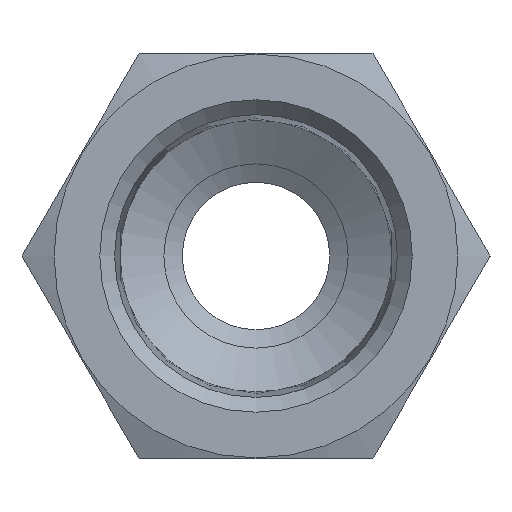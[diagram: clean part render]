
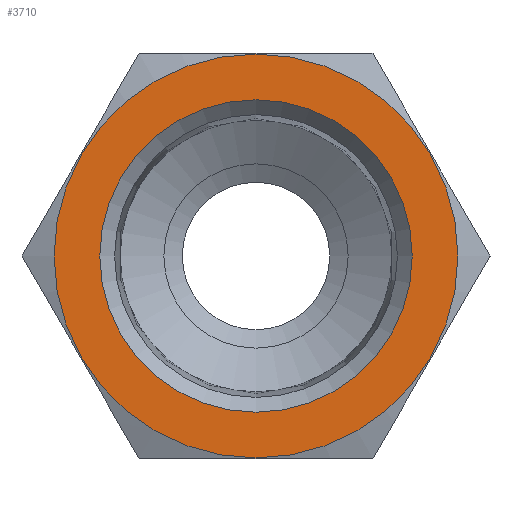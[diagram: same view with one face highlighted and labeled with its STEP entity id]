
A CAD part, left-side view. The second image highlights one B-rep face of the part: STEP entity #3710.
In plain terms, the highlighted planar face has unit normal (-1, 0, 0).
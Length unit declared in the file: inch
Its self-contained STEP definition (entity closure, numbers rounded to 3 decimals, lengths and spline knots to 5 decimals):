
#3388=CARTESIAN_POINT('',(0.0,0.,0.53));
#3389=VERTEX_POINT('',#3388);
#3390=CARTESIAN_POINT('',(0.0,0.,0.0));
#3391=DIRECTION('',(1.0,0.0,0.0));
#3392=DIRECTION('',(0.0,0.0,-1.0));
#3393=AXIS2_PLACEMENT_3D('',#3390,#3391,#3392);
#3394=CIRCLE('',#3393,0.53);
#3395=EDGE_CURVE('',#3389,#3389,#3394,.T.);
#3493=CARTESIAN_POINT('',(0.0,0.685,0.0));
#3494=VERTEX_POINT('',#3493);
#3495=CARTESIAN_POINT('',(0.0,0.0,0.0));
#3496=DIRECTION('',(-1.0,0.0,0.0));
#3497=DIRECTION('',(0.0,1.0,0.0));
#3498=AXIS2_PLACEMENT_3D('',#3495,#3496,#3497);
#3499=CIRCLE('',#3498,0.685);
#3500=EDGE_CURVE('',#3494,#3494,#3499,.T.);
#3699=CARTESIAN_POINT('',(0.0,0.,0.));
#3700=DIRECTION('',(1.0,0.0,0.0));
#3701=DIRECTION('',(0.0,0.0,-1.0));
#3702=AXIS2_PLACEMENT_3D('',#3699,#3700,#3701);
#3703=PLANE('',#3702);
#3704=ORIENTED_EDGE('',*,*,#3500,.T.);
#3705=EDGE_LOOP('',(#3704));
#3706=FACE_OUTER_BOUND('',#3705,.T.);
#3707=ORIENTED_EDGE('',*,*,#3395,.T.);
#3708=EDGE_LOOP('',(#3707));
#3709=FACE_BOUND('',#3708,.T.);
#3710=ADVANCED_FACE('',(#3706,#3709),#3703,.F.);
